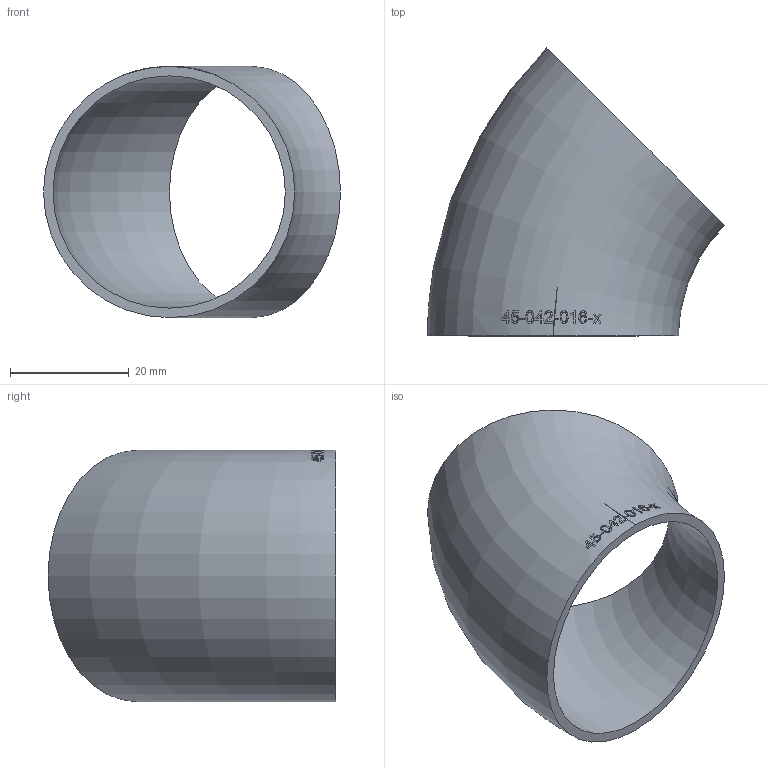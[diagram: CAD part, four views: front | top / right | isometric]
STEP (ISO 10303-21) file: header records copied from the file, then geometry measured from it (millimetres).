
FILE_DESCRIPTION (( 'STEP AP214' ), '1' );
FILE_NAME ('45-042-016-x Bogen 2004.STEP', '2020-04-14T14:19:54', ( '' ), ( '' ), 'SwSTEP 2.0', 'SolidWorks 2019', '' );
FILE_SCHEMA (( 'AUTOMOTIVE_DESIGN' ));
Length unit declared in the file: millimetre
Products named in the file (1): 45-042-016-x Bogen 2004
Bounding box: 50.1 x 48.58 x 42.4 mm (x, y, z)
Volume: 7650.5 mm3; surface area: 9976.9 mm2
Topology: 1 solids, 1 shells, 148 faces, 388 edges, 259 vertices
Faces by surface type: bspline 127, torus 19, plane 2
Entity records: 14003 total; most frequent: CARTESIAN_POINT 9926, ORIENTED_EDGE 770, EDGE_CURVE 385, B_SPLINE_CURVE_WITH_KNOTS 381, VERTEX_POINT 258, EDGE_LOOP 169, FACE_OUTER_BOUND 150, ADVANCED_FACE 148
